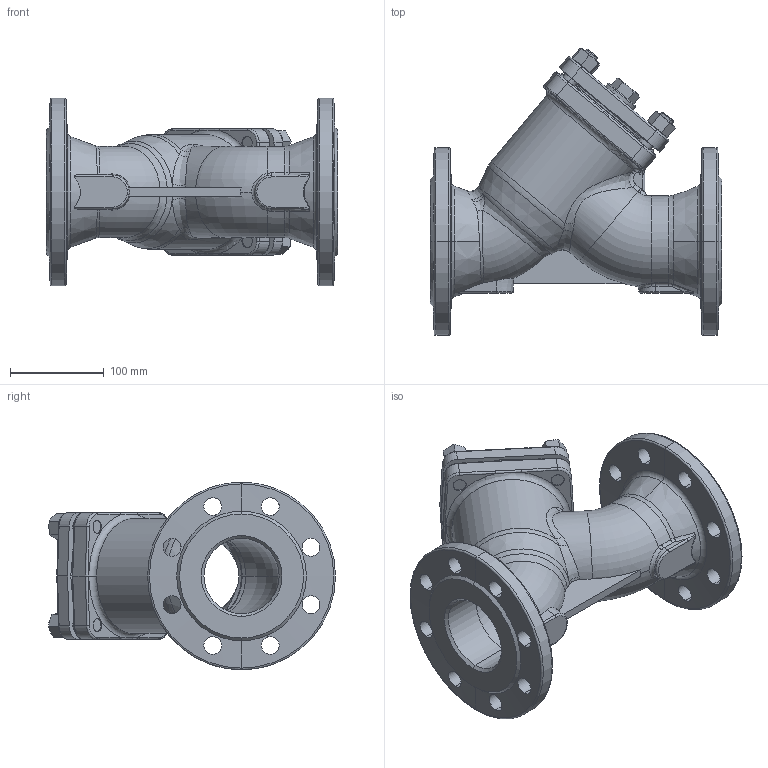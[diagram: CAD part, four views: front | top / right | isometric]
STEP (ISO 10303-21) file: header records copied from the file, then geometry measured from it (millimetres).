
FILE_DESCRIPTION (( 'STEP AP203' ), '1' );
FILE_NAME ('821_DN80_PN16.STEP', '2010-01-08T12:00:40', ( 'Piotr Zlobecki' ), ( 'ZETKAMA SA' ), 'SwSTEP 2.0', 'SolidWorks 2010', '' );
FILE_SCHEMA (( 'CONFIG_CONTROL_DESIGN' ));
Products named in the file (1): 821_DN80_PN16
Bounding box: 310 x 305.46 x 200 mm (x, y, z)
Volume: 2563680.5 mm3; surface area: 449612.9 mm2
Topology: 11 solids, 11 shells, 600 faces, 1343 edges, 781 vertices
Faces by surface type: cylinder 186, cone 129, plane 122, torus 84, bspline 79
Entity records: 45760 total; most frequent: CARTESIAN_POINT 32806, ORIENTED_EDGE 2686, DIRECTION 2636, EDGE_CURVE 1343, AXIS2_PLACEMENT_3D 1115, VERTEX_POINT 781, EDGE_LOOP 678, FACE_OUTER_BOUND 600
